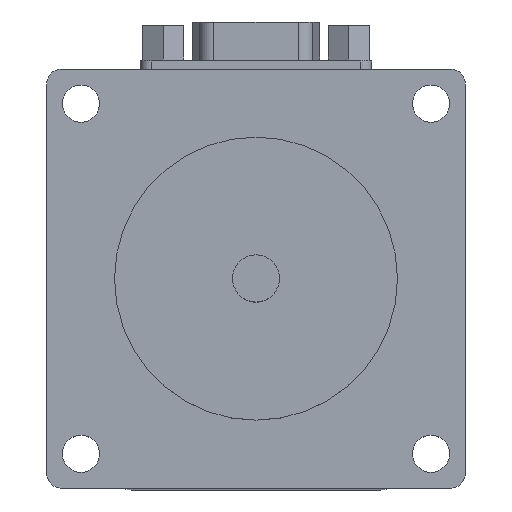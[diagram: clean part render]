
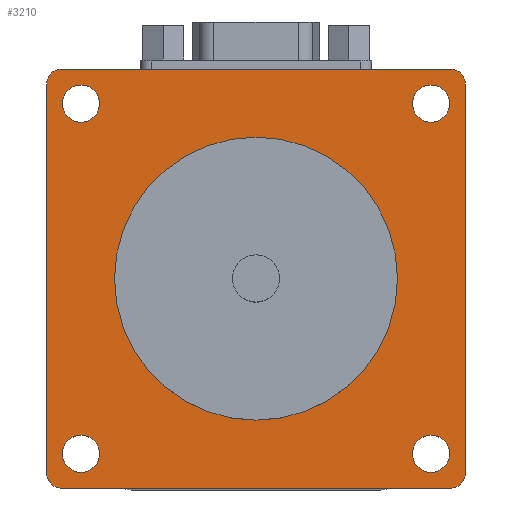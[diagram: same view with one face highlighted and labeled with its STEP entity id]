
A CAD part, top view. The second image highlights one B-rep face of the part: STEP entity #3210.
In plain terms, the highlighted planar face has unit normal (0, 0, 1).
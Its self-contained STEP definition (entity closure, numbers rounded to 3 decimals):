
#102=CIRCLE('',#3367,19.05);
#106=CIRCLE('',#3376,2.);
#108=CIRCLE('',#3380,2.);
#110=CIRCLE('',#3384,2.);
#116=CIRCLE('',#3392,2.);
#117=CIRCLE('',#3394,2.5);
#118=CIRCLE('',#3395,2.5);
#119=CIRCLE('',#3396,2.5);
#120=CIRCLE('',#3397,2.5);
#394=ORIENTED_EDGE('',*,*,#991,.F.);
#395=ORIENTED_EDGE('',*,*,#992,.F.);
#396=ORIENTED_EDGE('',*,*,#993,.F.);
#397=ORIENTED_EDGE('',*,*,#994,.F.);
#398=ORIENTED_EDGE('',*,*,#936,.F.);
#399=ORIENTED_EDGE('',*,*,#942,.T.);
#400=ORIENTED_EDGE('',*,*,#950,.T.);
#401=ORIENTED_EDGE('',*,*,#954,.T.);
#402=ORIENTED_EDGE('',*,*,#961,.T.);
#403=ORIENTED_EDGE('',*,*,#965,.T.);
#404=ORIENTED_EDGE('',*,*,#972,.T.);
#405=ORIENTED_EDGE('',*,*,#984,.T.);
#406=ORIENTED_EDGE('',*,*,#990,.T.);
#936=EDGE_CURVE('',#1242,#1242,#102,.T.);
#942=EDGE_CURVE('',#1249,#1248,#1458,.T.);
#950=EDGE_CURVE('',#1248,#1254,#106,.T.);
#954=EDGE_CURVE('',#1254,#1258,#1468,.T.);
#961=EDGE_CURVE('',#1258,#1262,#108,.T.);
#965=EDGE_CURVE('',#1262,#1266,#1477,.T.);
#972=EDGE_CURVE('',#1266,#1270,#110,.T.);
#984=EDGE_CURVE('',#1270,#1282,#1490,.T.);
#990=EDGE_CURVE('',#1282,#1249,#116,.T.);
#991=EDGE_CURVE('',#1285,#1285,#117,.T.);
#992=EDGE_CURVE('',#1286,#1286,#118,.T.);
#993=EDGE_CURVE('',#1287,#1287,#119,.T.);
#994=EDGE_CURVE('',#1288,#1288,#120,.T.);
#1242=VERTEX_POINT('',#4488);
#1248=VERTEX_POINT('',#4503);
#1249=VERTEX_POINT('',#4505);
#1254=VERTEX_POINT('',#4518);
#1258=VERTEX_POINT('',#4527);
#1262=VERTEX_POINT('',#4539);
#1266=VERTEX_POINT('',#4548);
#1270=VERTEX_POINT('',#4560);
#1282=VERTEX_POINT('',#4585);
#1285=VERTEX_POINT('',#4598);
#1286=VERTEX_POINT('',#4600);
#1287=VERTEX_POINT('',#4602);
#1288=VERTEX_POINT('',#4604);
#1458=LINE('',#4504,#1674);
#1468=LINE('',#4528,#1684);
#1477=LINE('',#4549,#1693);
#1490=LINE('',#4586,#1706);
#1674=VECTOR('',#3758,1000.);
#1684=VECTOR('',#3776,1000.);
#1693=VECTOR('',#3793,1000.);
#1706=VECTOR('',#3822,1000.);
#1841=EDGE_LOOP('',(#394));
#1842=EDGE_LOOP('',(#395));
#1843=EDGE_LOOP('',(#396));
#1844=EDGE_LOOP('',(#397));
#1845=EDGE_LOOP('',(#398));
#1846=EDGE_LOOP('',(#399,#400,#401,#402,#403,#404,#405,#406));
#2019=FACE_BOUND('',#1841,.T.);
#2020=FACE_BOUND('',#1842,.T.);
#2021=FACE_BOUND('',#1843,.T.);
#2022=FACE_BOUND('',#1844,.T.);
#2023=FACE_BOUND('',#1845,.T.);
#2024=FACE_BOUND('',#1846,.T.);
#2175=PLANE('',#3393);
#3210=ADVANCED_FACE('',(#2019,#2020,#2021,#2022,#2023,#2024),#2175,.T.);
#3367=AXIS2_PLACEMENT_3D('',#4487,#3741,#3742);
#3376=AXIS2_PLACEMENT_3D('',#4519,#3769,#3770);
#3380=AXIS2_PLACEMENT_3D('',#4540,#3786,#3787);
#3384=AXIS2_PLACEMENT_3D('',#4561,#3803,#3804);
#3392=AXIS2_PLACEMENT_3D('',#4595,#3831,#3832);
#3393=AXIS2_PLACEMENT_3D('',#4596,#3833,#3834);
#3394=AXIS2_PLACEMENT_3D('',#4597,#3835,#3836);
#3395=AXIS2_PLACEMENT_3D('',#4599,#3837,#3838);
#3396=AXIS2_PLACEMENT_3D('',#4601,#3839,#3840);
#3397=AXIS2_PLACEMENT_3D('',#4603,#3841,#3842);
#3741=DIRECTION('',(0.,0.,1.));
#3742=DIRECTION('',(1.,0.,0.));
#3758=DIRECTION('',(0.,-1.,0.));
#3769=DIRECTION('',(0.,0.,1.));
#3770=DIRECTION('',(1.,0.,0.));
#3776=DIRECTION('',(1.,0.,0.));
#3786=DIRECTION('',(0.,0.,1.));
#3787=DIRECTION('',(1.,0.,0.));
#3793=DIRECTION('',(0.,1.,0.));
#3803=DIRECTION('',(0.,0.,1.));
#3804=DIRECTION('',(1.,0.,0.));
#3822=DIRECTION('',(-1.,0.,0.));
#3831=DIRECTION('',(0.,0.,1.));
#3832=DIRECTION('',(1.,0.,0.));
#3833=DIRECTION('',(0.,0.,1.));
#3834=DIRECTION('',(1.,0.,0.));
#3835=DIRECTION('',(0.,0.,1.));
#3836=DIRECTION('',(1.,0.,0.));
#3837=DIRECTION('',(0.,0.,1.));
#3838=DIRECTION('',(1.,0.,0.));
#3839=DIRECTION('',(0.,0.,1.));
#3840=DIRECTION('',(1.,0.,0.));
#3841=DIRECTION('',(0.,0.,1.));
#3842=DIRECTION('',(1.,0.,0.));
#4487=CARTESIAN_POINT('',(0.,0.,0.));
#4488=CARTESIAN_POINT('',(19.05,0.,0.));
#4503=CARTESIAN_POINT('',(-28.2,-26.2,0.));
#4504=CARTESIAN_POINT('',(-28.2,26.2,0.));
#4505=CARTESIAN_POINT('',(-28.2,26.2,0.));
#4518=CARTESIAN_POINT('',(-26.2,-28.2,0.));
#4519=CARTESIAN_POINT('',(-26.2,-26.2,0.));
#4527=CARTESIAN_POINT('',(26.2,-28.2,0.));
#4528=CARTESIAN_POINT('',(-26.2,-28.2,0.));
#4539=CARTESIAN_POINT('',(28.2,-26.2,0.));
#4540=CARTESIAN_POINT('',(26.2,-26.2,0.));
#4548=CARTESIAN_POINT('',(28.2,26.2,0.));
#4549=CARTESIAN_POINT('',(28.2,-26.2,0.));
#4560=CARTESIAN_POINT('',(26.2,28.2,0.));
#4561=CARTESIAN_POINT('',(26.2,26.2,0.));
#4585=CARTESIAN_POINT('',(-26.2,28.2,0.));
#4586=CARTESIAN_POINT('',(26.2,28.2,0.));
#4595=CARTESIAN_POINT('',(-26.2,26.2,0.));
#4596=CARTESIAN_POINT('',(-26.2,-26.2,0.));
#4597=CARTESIAN_POINT('',(-23.57,23.57,0.));
#4598=CARTESIAN_POINT('',(-21.07,23.57,0.));
#4599=CARTESIAN_POINT('',(-23.57,-23.57,0.));
#4600=CARTESIAN_POINT('',(-21.07,-23.57,0.));
#4601=CARTESIAN_POINT('',(23.57,23.57,0.));
#4602=CARTESIAN_POINT('',(26.07,23.57,0.));
#4603=CARTESIAN_POINT('',(23.57,-23.57,0.));
#4604=CARTESIAN_POINT('',(26.07,-23.57,0.));
